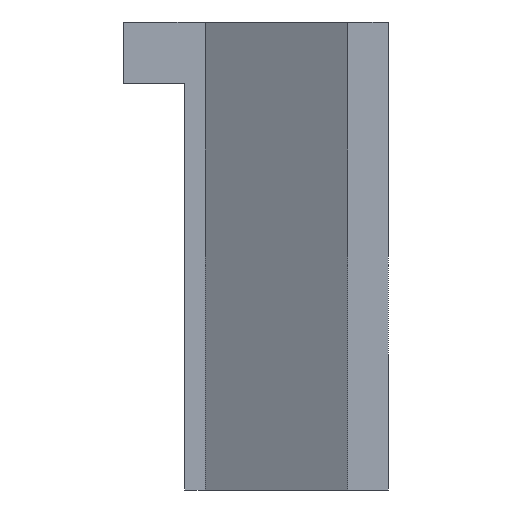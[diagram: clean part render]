
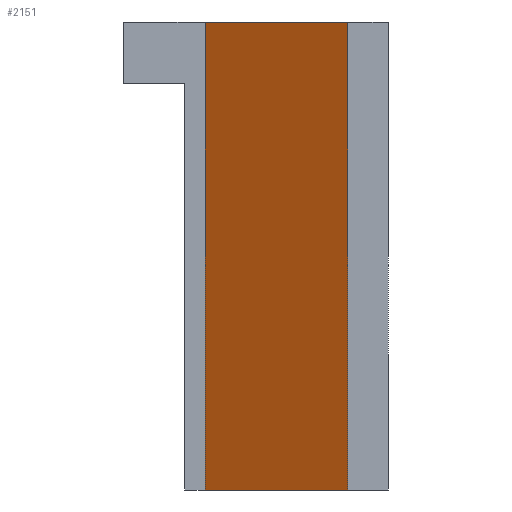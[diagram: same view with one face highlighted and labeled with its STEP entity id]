
A CAD part, left-side view. The second image highlights one B-rep face of the part: STEP entity #2151.
In plain terms, the highlighted planar face has unit normal (-0.866, 0.5, 0).
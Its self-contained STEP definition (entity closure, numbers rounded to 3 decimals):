
#125 = ORIENTED_EDGE ( 'NONE', *, *, #545, .F. ) ;
#150 = ORIENTED_EDGE ( 'NONE', *, *, #3282, .T. ) ;
#275 = CARTESIAN_POINT ( 'NONE',  ( -11., -1., 13. ) ) ;
#289 = DIRECTION ( 'NONE',  ( -0.5, -0.866, 0. ) ) ;
#442 = CARTESIAN_POINT ( 'NONE',  ( -15.041, -8., -10. ) ) ;
#450 = VERTEX_POINT ( 'NONE', #574 ) ;
#545 = EDGE_CURVE ( 'NONE', #1603, #2874, #2958, .T. ) ;
#555 = CARTESIAN_POINT ( 'NONE',  ( -11., -1., -10. ) ) ;
#574 = CARTESIAN_POINT ( 'NONE',  ( -11., -1., 13. ) ) ;
#632 = DIRECTION ( 'NONE',  ( 0., 0., -1. ) ) ;
#667 = PLANE ( 'NONE',  #2274 ) ;
#728 = DIRECTION ( 'NONE',  ( 0.5, 0.866, 0. ) ) ;
#1136 = LINE ( 'NONE', #2761, #3346 ) ;
#1171 = ORIENTED_EDGE ( 'NONE', *, *, #3209, .T. ) ;
#1466 = DIRECTION ( 'NONE',  ( -0.5, -0.866, 0. ) ) ;
#1503 = EDGE_CURVE ( 'NONE', #450, #1603, #4160, .T. ) ;
#1603 = VERTEX_POINT ( 'NONE', #3262 ) ;
#1745 = FACE_OUTER_BOUND ( 'NONE', #3843, .T. ) ;
#1997 = DIRECTION ( 'NONE',  ( 0.866, -0.5, 0. ) ) ;
#2099 = DIRECTION ( 'NONE',  ( 0., 0., -1. ) ) ;
#2114 = VECTOR ( 'NONE', #632, 1000. ) ;
#2151 = ADVANCED_FACE ( 'NONE', ( #1745 ), #667, .F. ) ;
#2258 = CARTESIAN_POINT ( 'NONE',  ( -11., -1., 10. ) ) ;
#2274 = AXIS2_PLACEMENT_3D ( 'NONE', #2258, #1997, #728 ) ;
#2358 = CARTESIAN_POINT ( 'NONE',  ( -11., -1., 10. ) ) ;
#2511 = VERTEX_POINT ( 'NONE', #555 ) ;
#2574 = LINE ( 'NONE', #2358, #3644 ) ;
#2644 = VECTOR ( 'NONE', #289, 1000. ) ;
#2761 = CARTESIAN_POINT ( 'NONE',  ( -11., -1., -10. ) ) ;
#2874 = VERTEX_POINT ( 'NONE', #442 ) ;
#2958 = LINE ( 'NONE', #4147, #2114 ) ;
#3075 = ORIENTED_EDGE ( 'NONE', *, *, #1503, .F. ) ;
#3209 = EDGE_CURVE ( 'NONE', #450, #2511, #2574, .T. ) ;
#3262 = CARTESIAN_POINT ( 'NONE',  ( -15.041, -8., 13. ) ) ;
#3282 = EDGE_CURVE ( 'NONE', #2511, #2874, #1136, .T. ) ;
#3346 = VECTOR ( 'NONE', #1466, 1000. ) ;
#3644 = VECTOR ( 'NONE', #2099, 1000. ) ;
#3843 = EDGE_LOOP ( 'NONE', ( #150, #125, #3075, #1171 ) ) ;
#4147 = CARTESIAN_POINT ( 'NONE',  ( -15.041, -8., 10. ) ) ;
#4160 = LINE ( 'NONE', #275, #2644 ) ;
